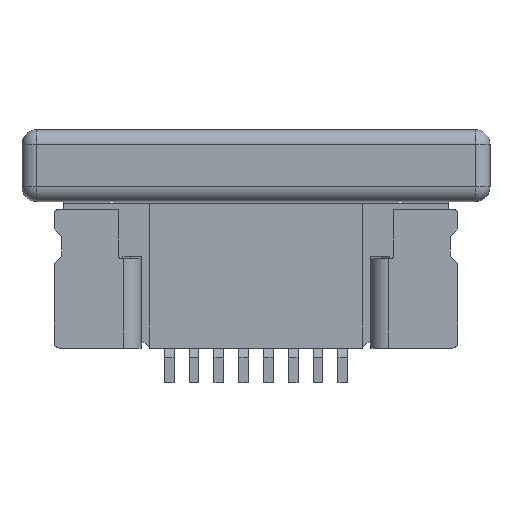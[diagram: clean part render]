
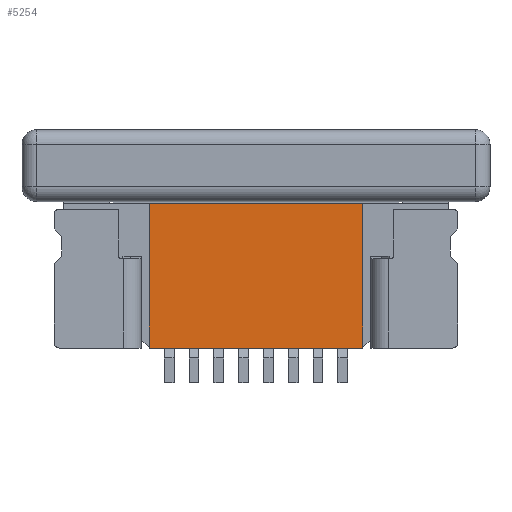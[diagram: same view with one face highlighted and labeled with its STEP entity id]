
A CAD part, front view. The second image highlights one B-rep face of the part: STEP entity #5254.
In plain terms, the highlighted planar face has unit normal (0, -1, 0).
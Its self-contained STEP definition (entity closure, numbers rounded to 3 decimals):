
#384=FACE_OUTER_BOUND('',#654,.T.);
#654=EDGE_LOOP('',(#4506,#4507,#4508,#4509));
#743=LINE('',#7136,#1389);
#839=LINE('',#7343,#1485);
#1301=LINE('',#8342,#1947);
#1302=LINE('',#8344,#1948);
#1389=VECTOR('',#5795,4.3);
#1485=VECTOR('',#5943,4.3);
#1947=VECTOR('',#6871,2.91);
#1948=VECTOR('',#6874,2.91);
#2035=VERTEX_POINT('',#7133);
#2036=VERTEX_POINT('',#7135);
#2120=VERTEX_POINT('',#7340);
#2121=VERTEX_POINT('',#7342);
#2523=EDGE_CURVE('',#2035,#2036,#743,.T.);
#2628=EDGE_CURVE('',#2120,#2121,#839,.T.);
#3129=EDGE_CURVE('',#2121,#2035,#1301,.T.);
#3130=EDGE_CURVE('',#2120,#2036,#1302,.T.);
#4506=ORIENTED_EDGE('',*,*,#2523,.F.);
#4507=ORIENTED_EDGE('',*,*,#3129,.F.);
#4508=ORIENTED_EDGE('',*,*,#2628,.F.);
#4509=ORIENTED_EDGE('',*,*,#3130,.T.);
#4803=PLANE('',#5600);
#5254=ADVANCED_FACE('',(#384),#4803,.T.);
#5600=AXIS2_PLACEMENT_3D('',#8343,#6872,#6873);
#5795=DIRECTION('',(1.,0.,0.));
#5943=DIRECTION('',(-1.,0.,0.));
#6871=DIRECTION('',(0.,0.,1.));
#6872=DIRECTION('center_axis',(0.,-1.,0.));
#6873=DIRECTION('ref_axis',(1.,0.,0.));
#6874=DIRECTION('',(0.,0.,1.));
#7133=CARTESIAN_POINT('',(-2.15,-1.,-1.49));
#7135=CARTESIAN_POINT('',(2.15,-1.,-1.49));
#7136=CARTESIAN_POINT('',(-2.15,-1.,-1.49));
#7340=CARTESIAN_POINT('',(2.15,-1.,-4.4));
#7342=CARTESIAN_POINT('',(-2.15,-1.,-4.4));
#7343=CARTESIAN_POINT('',(2.15,-1.,-4.4));
#8342=CARTESIAN_POINT('',(-2.15,-1.,-4.4));
#8343=CARTESIAN_POINT('Origin',(-4.715,-1.,0.));
#8344=CARTESIAN_POINT('',(2.15,-1.,-4.4));
